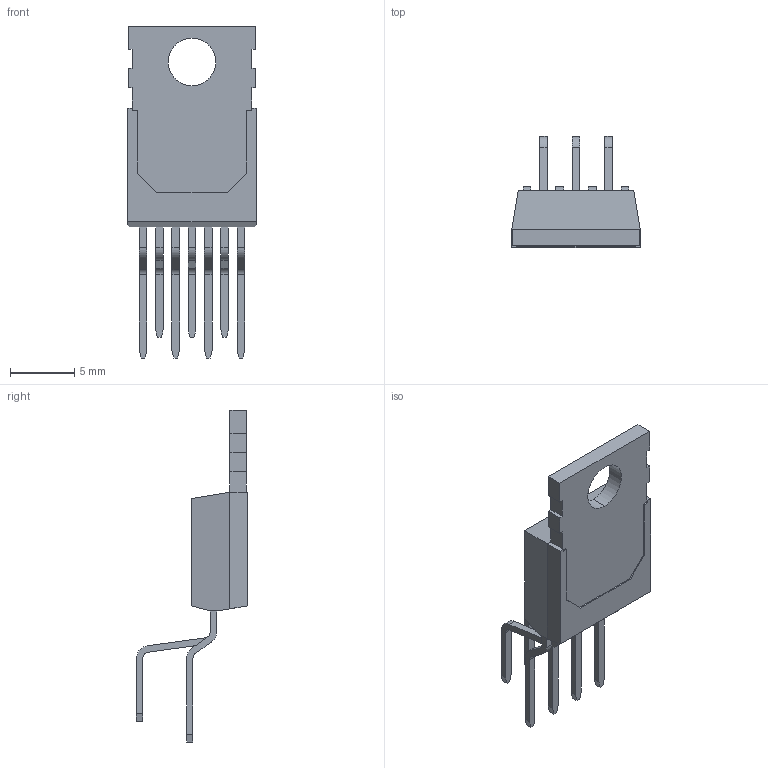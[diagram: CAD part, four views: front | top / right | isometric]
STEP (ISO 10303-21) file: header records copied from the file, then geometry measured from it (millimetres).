
FILE_DESCRIPTION (( 'STEP AP214' ), '1' );
FILE_NAME ('TO220-7-1.STEP', '2022-02-08T12:42:55', ( '' ), ( '' ), 'SwSTEP 2.0', 'SolidWorks 2021', '' );
FILE_SCHEMA (( 'AUTOMOTIVE_DESIGN' ));
Length unit declared in the file: millimetre
Products named in the file (1): TO220-7-1
Bounding box: 10 x 8.65 x 25.85 mm (x, y, z)
Volume: 461.7 mm3; surface area: 650.4 mm2
Topology: 1 solids, 1 shells, 287 faces, 781 edges, 510 vertices
Faces by surface type: plane 185, bspline 70, cylinder 32
Entity records: 9704 total; most frequent: CARTESIAN_POINT 2489, ORIENTED_EDGE 1562, DIRECTION 1141, EDGE_CURVE 781, LINE 577, VECTOR 577, VERTEX_POINT 510, EDGE_LOOP 303
